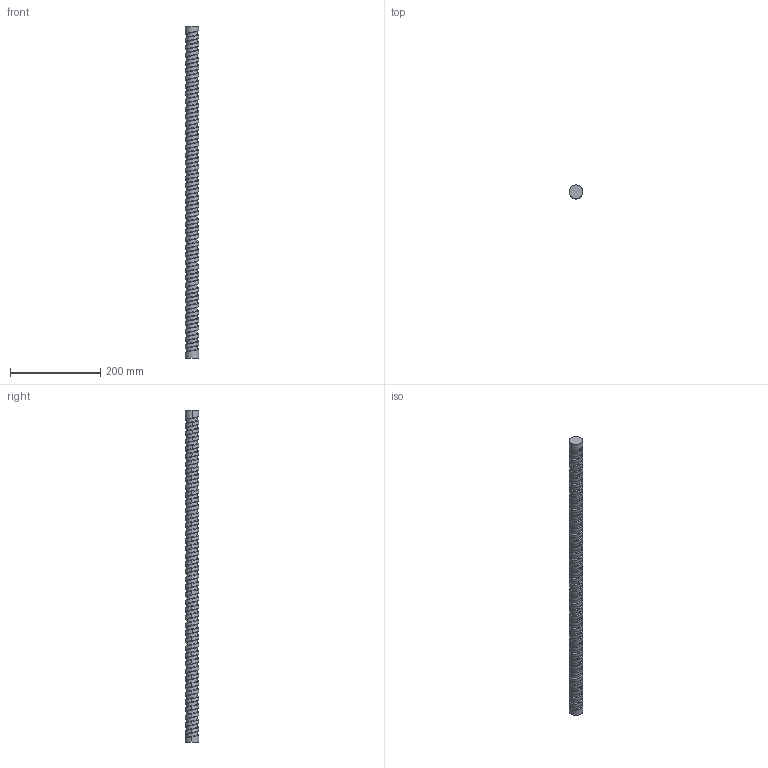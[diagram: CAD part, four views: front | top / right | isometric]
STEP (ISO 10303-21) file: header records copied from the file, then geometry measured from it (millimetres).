
FILE_DESCRIPTION (( 'STEP AP203' ), '1' );
FILE_NAME ('Screw_Support_M.STEP', '2020-02-21T14:59:30', ( '' ), ( '' ), 'SwSTEP 2.0', 'SolidWorks 2017', '' );
FILE_SCHEMA (( 'CONFIG_CONTROL_DESIGN' ));
Length unit declared in the file: millimetre
Products named in the file (1): Screw_Support_M
Bounding box: 30 x 30 x 736 mm (x, y, z)
Volume: 426234.4 mm3; surface area: 79562.6 mm2
Topology: 1 solids, 1 shells, 92 faces, 270 edges, 180 vertices
Faces by surface type: cylinder 85, plane 4, bspline 3
Entity records: 18006 total; most frequent: CARTESIAN_POINT 16002, ORIENTED_EDGE 540, DIRECTION 282, EDGE_CURVE 270, VERTEX_POINT 180, LINE 94, AXIS2_PLACEMENT_3D 94, VECTOR 94
